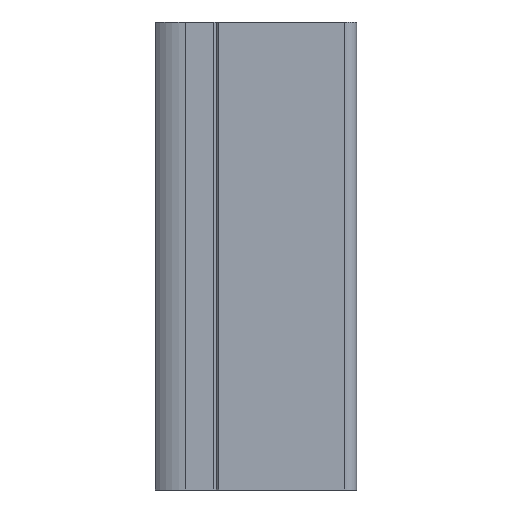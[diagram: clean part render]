
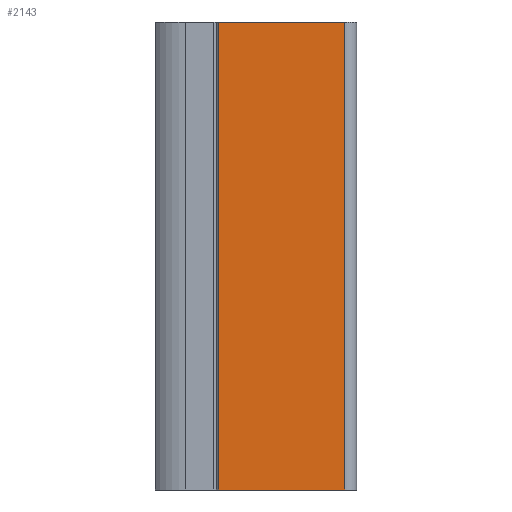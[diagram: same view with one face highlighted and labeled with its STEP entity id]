
A CAD part, left-side view. The second image highlights one B-rep face of the part: STEP entity #2143.
In plain terms, the highlighted planar face has unit normal (-1, 0, 0).
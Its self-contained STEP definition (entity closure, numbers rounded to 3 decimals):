
#2088=CARTESIAN_POINT('',(-16.,29.499,0.0));
#2089=VERTEX_POINT('',#2088);
#2096=CARTESIAN_POINT('',(-16.,29.499,100.0));
#2097=VERTEX_POINT('',#2096);
#2098=CARTESIAN_POINT('',(-16.,29.499,100.0));
#2099=DIRECTION('',(0.0,0.0,-1.0));
#2100=VECTOR('',#2099,100.0);
#2101=LINE('',#2098,#2100);
#2102=EDGE_CURVE('',#2097,#2089,#2101,.T.);
#2113=CARTESIAN_POINT('',(-16.,29.499,100.0));
#2114=DIRECTION('',(1.0,0.0,0.0));
#2115=DIRECTION('',(0.0,-1.0,0.0));
#2116=AXIS2_PLACEMENT_3D('',#2113,#2114,#2115);
#2117=PLANE('',#2116);
#2118=ORIENTED_EDGE('',*,*,#2102,.T.);
#2119=CARTESIAN_POINT('',(-16.,2.5,0.0));
#2120=VERTEX_POINT('',#2119);
#2121=CARTESIAN_POINT('',(-16.,29.499,0.0));
#2122=DIRECTION('',(0.0,-1.0,0.0));
#2123=VECTOR('',#2122,26.999);
#2124=LINE('',#2121,#2123);
#2125=EDGE_CURVE('',#2089,#2120,#2124,.T.);
#2126=ORIENTED_EDGE('',*,*,#2125,.T.);
#2127=CARTESIAN_POINT('',(-16.,2.5,100.0));
#2128=VERTEX_POINT('',#2127);
#2129=CARTESIAN_POINT('',(-16.,2.5,100.0));
#2130=DIRECTION('',(0.0,0.0,-1.0));
#2131=VECTOR('',#2130,100.0);
#2132=LINE('',#2129,#2131);
#2133=EDGE_CURVE('',#2128,#2120,#2132,.T.);
#2134=ORIENTED_EDGE('',*,*,#2133,.F.);
#2135=CARTESIAN_POINT('',(-16.,29.499,100.0));
#2136=DIRECTION('',(0.0,-1.0,0.0));
#2137=VECTOR('',#2136,26.999);
#2138=LINE('',#2135,#2137);
#2139=EDGE_CURVE('',#2097,#2128,#2138,.T.);
#2140=ORIENTED_EDGE('',*,*,#2139,.F.);
#2141=EDGE_LOOP('',(#2118,#2126,#2134,#2140));
#2142=FACE_OUTER_BOUND('',#2141,.T.);
#2143=ADVANCED_FACE('',(#2142),#2117,.F.);
